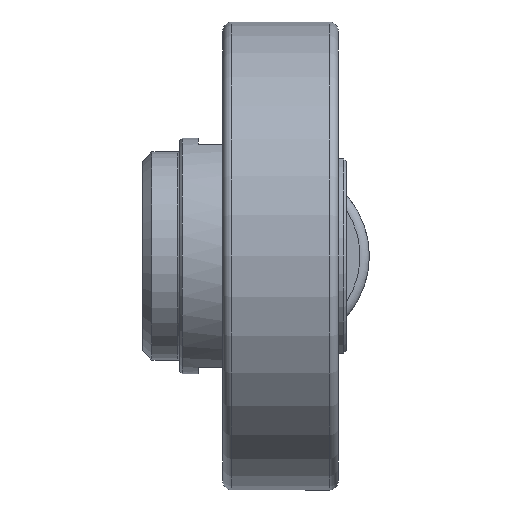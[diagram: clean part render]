
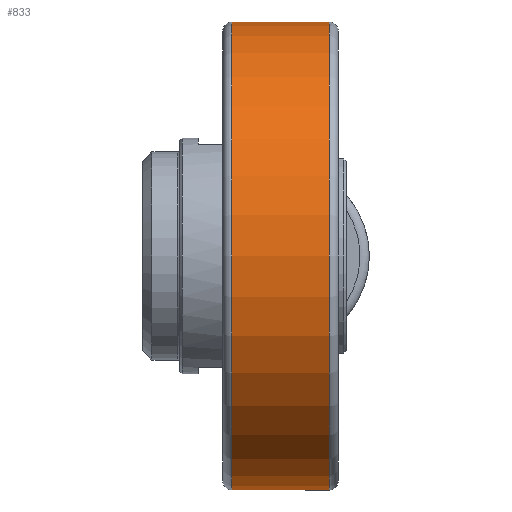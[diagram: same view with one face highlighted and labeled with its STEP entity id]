
A CAD part, front view. The second image highlights one B-rep face of the part: STEP entity #833.
In plain terms, the highlighted cylindrical face has radius 50.6 mm (diameter 101.2 mm), a full revolution.
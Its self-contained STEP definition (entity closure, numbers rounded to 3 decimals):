
#29=CYLINDRICAL_SURFACE('',#916,50.6);
#88=LINE('',#1444,#142);
#142=VECTOR('',#1069,50.6);
#175=FACE_OUTER_BOUND('',#228,.T.);
#228=EDGE_LOOP('',(#601,#602,#603,#604,#605,#606,#607,#608));
#287=CIRCLE('',#913,50.6);
#288=CIRCLE('',#914,50.6);
#289=CIRCLE('',#915,50.6);
#290=CIRCLE('',#917,50.6);
#291=CIRCLE('',#918,50.6);
#292=CIRCLE('',#919,50.6);
#377=VERTEX_POINT('',#1435);
#378=VERTEX_POINT('',#1437);
#379=VERTEX_POINT('',#1439);
#380=VERTEX_POINT('',#1443);
#381=VERTEX_POINT('',#1445);
#382=VERTEX_POINT('',#1447);
#466=EDGE_CURVE('',#377,#378,#287,.T.);
#467=EDGE_CURVE('',#378,#379,#288,.T.);
#468=EDGE_CURVE('',#379,#377,#289,.T.);
#469=EDGE_CURVE('',#378,#380,#88,.T.);
#470=EDGE_CURVE('',#381,#380,#290,.T.);
#471=EDGE_CURVE('',#382,#381,#291,.T.);
#472=EDGE_CURVE('',#380,#382,#292,.T.);
#601=ORIENTED_EDGE('',*,*,#468,.F.);
#602=ORIENTED_EDGE('',*,*,#467,.F.);
#603=ORIENTED_EDGE('',*,*,#469,.T.);
#604=ORIENTED_EDGE('',*,*,#470,.F.);
#605=ORIENTED_EDGE('',*,*,#471,.F.);
#606=ORIENTED_EDGE('',*,*,#472,.F.);
#607=ORIENTED_EDGE('',*,*,#469,.F.);
#608=ORIENTED_EDGE('',*,*,#466,.F.);
#833=ADVANCED_FACE('',(#175),#29,.T.);
#913=AXIS2_PLACEMENT_3D('',#1438,#1061,#1062);
#914=AXIS2_PLACEMENT_3D('',#1440,#1063,#1064);
#915=AXIS2_PLACEMENT_3D('',#1441,#1065,#1066);
#916=AXIS2_PLACEMENT_3D('',#1442,#1067,#1068);
#917=AXIS2_PLACEMENT_3D('',#1446,#1070,#1071);
#918=AXIS2_PLACEMENT_3D('',#1448,#1072,#1073);
#919=AXIS2_PLACEMENT_3D('',#1449,#1074,#1075);
#1061=DIRECTION('center_axis',(1.,0.,0.));
#1062=DIRECTION('ref_axis',(0.,-1.,0.));
#1063=DIRECTION('center_axis',(1.,0.,0.));
#1064=DIRECTION('ref_axis',(0.,-1.,0.));
#1065=DIRECTION('center_axis',(1.,0.,0.));
#1066=DIRECTION('ref_axis',(0.,-1.,0.));
#1067=DIRECTION('center_axis',(1.,0.,0.));
#1068=DIRECTION('ref_axis',(0.,1.,0.));
#1069=DIRECTION('',(-1.,0.,0.));
#1070=DIRECTION('center_axis',(-1.,0.,0.));
#1071=DIRECTION('ref_axis',(0.,-1.,0.));
#1072=DIRECTION('center_axis',(-1.,0.,0.));
#1073=DIRECTION('ref_axis',(0.,-1.,0.));
#1074=DIRECTION('center_axis',(-1.,0.,0.));
#1075=DIRECTION('ref_axis',(0.,-1.,0.));
#1435=CARTESIAN_POINT('',(8.896,3.879,50.6));
#1437=CARTESIAN_POINT('',(8.896,-46.721,0.));
#1438=CARTESIAN_POINT('Origin',(8.896,3.879,0.));
#1439=CARTESIAN_POINT('',(8.896,54.479,0.));
#1440=CARTESIAN_POINT('Origin',(8.896,3.879,0.));
#1441=CARTESIAN_POINT('Origin',(8.896,3.879,0.));
#1442=CARTESIAN_POINT('Origin',(-1.604,3.879,0.));
#1443=CARTESIAN_POINT('',(-12.104,-46.721,0.));
#1444=CARTESIAN_POINT('',(-1.604,-46.721,0.));
#1445=CARTESIAN_POINT('',(-12.104,54.479,0.));
#1446=CARTESIAN_POINT('Origin',(-12.104,3.879,0.));
#1447=CARTESIAN_POINT('',(-12.104,3.879,50.6));
#1448=CARTESIAN_POINT('Origin',(-12.104,3.879,0.));
#1449=CARTESIAN_POINT('Origin',(-12.104,3.879,0.));
